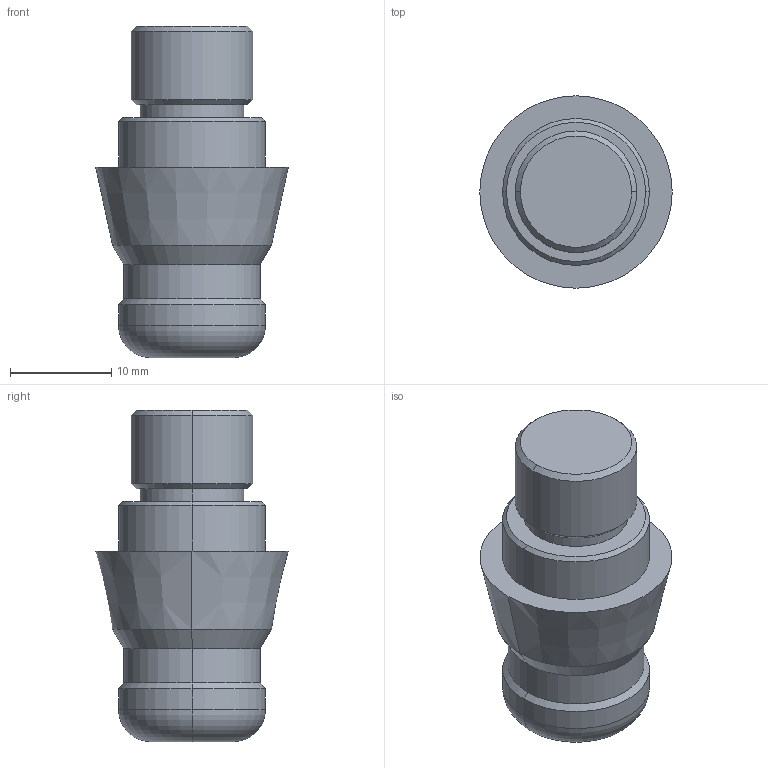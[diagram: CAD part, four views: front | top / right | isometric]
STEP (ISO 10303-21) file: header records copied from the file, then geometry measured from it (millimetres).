
FILE_DESCRIPTION (( 'STEP AP203' ), '1' );
FILE_NAME ('05-0736.STEP', '2024-05-29T22:27:35', ( '' ), ( '' ), 'SwSTEP 2.0', 'SolidWorks 2022', '' );
FILE_SCHEMA (( 'CONFIG_CONTROL_DESIGN' ));
Length unit declared in the file: inch
Products named in the file (1): 05-0736
Bounding box: 19 x 19 x 32.7 mm (x, y, z)
Volume: 5262.6 mm3; surface area: 1911.9 mm2
Topology: 1 solids, 1 shells, 29 faces, 56 edges, 32 vertices
Faces by surface type: cone 12, cylinder 10, plane 5, torus 2
Entity records: 815 total; most frequent: DIRECTION 150, CARTESIAN_POINT 118, ORIENTED_EDGE 112, AXIS2_PLACEMENT_3D 64, EDGE_CURVE 56, CIRCLE 34, EDGE_LOOP 32, VERTEX_POINT 32
